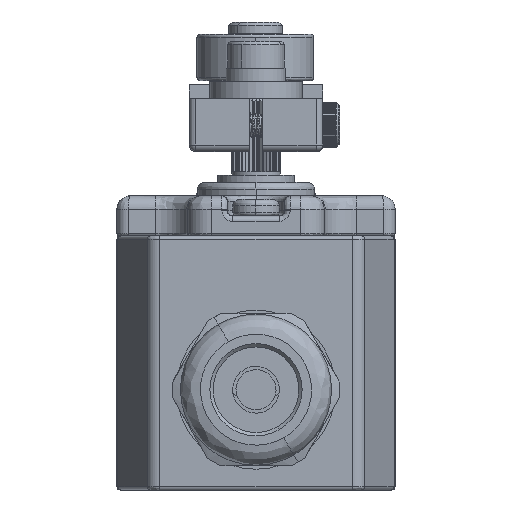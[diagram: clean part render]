
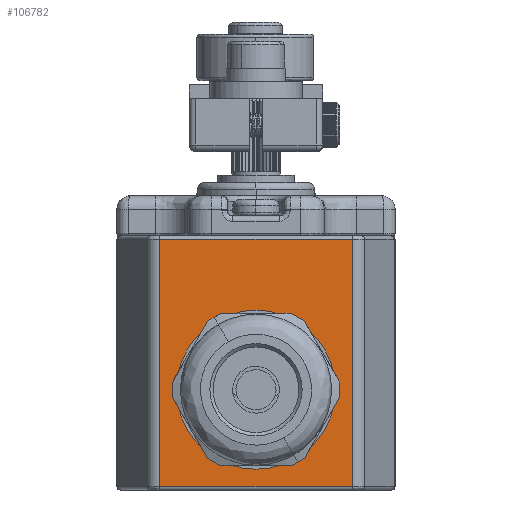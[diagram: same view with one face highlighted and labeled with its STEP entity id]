
A CAD part, front view. The second image highlights one B-rep face of the part: STEP entity #106782.
In plain terms, the highlighted planar face has unit normal (0, -1, 0).
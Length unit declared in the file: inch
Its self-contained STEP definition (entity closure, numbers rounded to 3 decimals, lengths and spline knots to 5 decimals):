
#1710 = DIRECTION ( 'NONE',  ( 1., 0., 0. ) ) ;
#2212 = CARTESIAN_POINT ( 'NONE',  ( 0., -3.14961, 0.59055 ) ) ;
#3927 = CARTESIAN_POINT ( 'NONE',  ( 0., -3.14961, 0.15748 ) ) ;
#7748 = EDGE_CURVE ( 'NONE', #60734, #123476, #58475, .T. ) ;
#8602 = CARTESIAN_POINT ( 'NONE',  ( -0.8189, -3.14961, 1.49606 ) ) ;
#10376 = ORIENTED_EDGE ( 'NONE', *, *, #7748, .F. ) ;
#10887 = ORIENTED_EDGE ( 'NONE', *, *, #16619, .F. ) ;
#11636 = VERTEX_POINT ( 'NONE', #58617 ) ;
#12858 = LINE ( 'NONE', #88133, #95519 ) ;
#16619 = EDGE_CURVE ( 'NONE', #11636, #56871, #65176, .T. ) ;
#17521 = CARTESIAN_POINT ( 'NONE',  ( -0.8189, -3.14961, 0.01969 ) ) ;
#17933 = LINE ( 'NONE', #93173, #116707 ) ;
#18073 = VECTOR ( 'NONE', #64538, 39.37008 ) ;
#19838 = DIRECTION ( 'NONE',  ( 1., 0., 0. ) ) ;
#32927 = EDGE_CURVE ( 'NONE', #87119, #11636, #17933, .T. ) ;
#42327 = DIRECTION ( 'NONE',  ( 0., 0., 1. ) ) ;
#44331 = EDGE_CURVE ( 'NONE', #77578, #87119, #66985, .T. ) ;
#46850 = DIRECTION ( 'NONE',  ( 0., 1., 0. ) ) ;
#50739 = EDGE_LOOP ( 'NONE', ( #124003, #10376 ) ) ;
#51141 = DIRECTION ( 'NONE',  ( 0., -1., 0. ) ) ;
#53126 = ORIENTED_EDGE ( 'NONE', *, *, #83381, .F. ) ;
#56248 = CARTESIAN_POINT ( 'NONE',  ( -0.56697, -3.14961, 1.47638 ) ) ;
#56871 = VERTEX_POINT ( 'NONE', #71991 ) ;
#58475 = CIRCLE ( 'NONE', #118540, 0.43307 ) ;
#58617 = CARTESIAN_POINT ( 'NONE',  ( 0.56697, -3.14961, 0.01969 ) ) ;
#60734 = VERTEX_POINT ( 'NONE', #72441 ) ;
#61153 = DIRECTION ( 'NONE',  ( 1., 0., 0. ) ) ;
#64538 = DIRECTION ( 'NONE',  ( -1., 0., 0. ) ) ;
#65176 = LINE ( 'NONE', #17521, #18073 ) ;
#66985 = LINE ( 'NONE', #105217, #79698 ) ;
#71991 = CARTESIAN_POINT ( 'NONE',  ( -0.56697, -3.14961, 0.01969 ) ) ;
#72441 = CARTESIAN_POINT ( 'NONE',  ( 0., -3.14961, 1.02362 ) ) ;
#75775 = CARTESIAN_POINT ( 'NONE',  ( 0.56697, -3.14961, 1.47638 ) ) ;
#77578 = VERTEX_POINT ( 'NONE', #56248 ) ;
#79698 = VECTOR ( 'NONE', #1710, 39.37008 ) ;
#83381 = EDGE_CURVE ( 'NONE', #56871, #77578, #12858, .T. ) ;
#84117 = EDGE_LOOP ( 'NONE', ( #10887, #107243, #107332, #53126 ) ) ;
#85695 = FACE_BOUND ( 'NONE', #50739, .T. ) ;
#87119 = VERTEX_POINT ( 'NONE', #75775 ) ;
#88133 = CARTESIAN_POINT ( 'NONE',  ( -0.56697, -3.14961, 1.49606 ) ) ;
#93173 = CARTESIAN_POINT ( 'NONE',  ( 0.56697, -3.14961, 1.49606 ) ) ;
#94803 = AXIS2_PLACEMENT_3D ( 'NONE', #8602, #46850, #105126 ) ;
#95519 = VECTOR ( 'NONE', #42327, 39.37008 ) ;
#96331 = CARTESIAN_POINT ( 'NONE',  ( 0., -3.14961, 0.59055 ) ) ;
#96486 = AXIS2_PLACEMENT_3D ( 'NONE', #96331, #123943, #19838 ) ;
#102459 = CIRCLE ( 'NONE', #96486, 0.43307 ) ;
#103892 = FACE_OUTER_BOUND ( 'NONE', #84117, .T. ) ;
#105126 = DIRECTION ( 'NONE',  ( 0., 0., 1. ) ) ;
#105217 = CARTESIAN_POINT ( 'NONE',  ( -0.8189, -3.14961, 1.47638 ) ) ;
#106782 = ADVANCED_FACE ( 'NONE', ( #103892, #85695 ), #123953, .F. ) ;
#107243 = ORIENTED_EDGE ( 'NONE', *, *, #32927, .F. ) ;
#107332 = ORIENTED_EDGE ( 'NONE', *, *, #44331, .F. ) ;
#113844 = DIRECTION ( 'NONE',  ( 0., 0., -1. ) ) ;
#114609 = EDGE_CURVE ( 'NONE', #123476, #60734, #102459, .T. ) ;
#116707 = VECTOR ( 'NONE', #113844, 39.37008 ) ;
#118540 = AXIS2_PLACEMENT_3D ( 'NONE', #2212, #51141, #61153 ) ;
#123476 = VERTEX_POINT ( 'NONE', #3927 ) ;
#123943 = DIRECTION ( 'NONE',  ( 0., -1., 0. ) ) ;
#123953 = PLANE ( 'NONE',  #94803 ) ;
#124003 = ORIENTED_EDGE ( 'NONE', *, *, #114609, .F. ) ;
